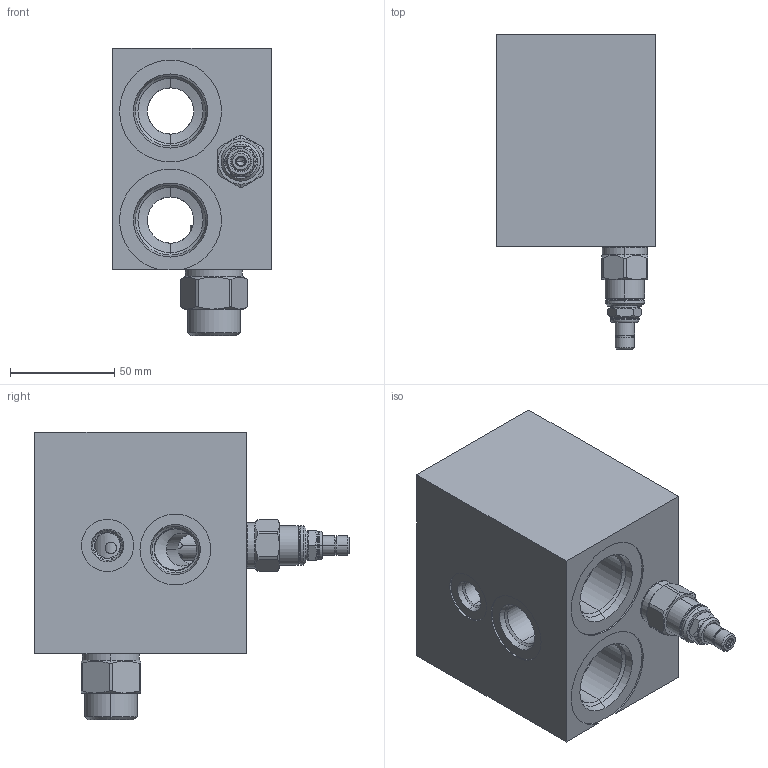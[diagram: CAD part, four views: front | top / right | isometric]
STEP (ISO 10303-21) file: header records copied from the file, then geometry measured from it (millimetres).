
FILE_DESCRIPTION((''),'2;1');
FILE_NAME('XRFCLANAM_ASM','2024-05-07T',('ProEService'),(''),'PRO/ENGINEER BY PARAMETRIC TECHNOLOGY CORPORATION, 2014200','PRO/ENGINEER BY PARAMETRIC TECHNOLOGY CORPORATION, 2014200','');
FILE_SCHEMA(('CONFIG_CONTROL_DESIGN'));
Length unit declared in the file: inch
Products named in the file (4): 152-459-001; RPECLAN; DSEHXHN; XRFCLANAM_ASM
Assembly tree (3 placements, depth 2):
  XRFCLANAM_ASM
    152-459-001
    RPECLAN
    DSEHXHN
Bounding box: 76.2 x 150.93 x 138.15 mm (x, y, z)
Volume: 687989.6 mm3; surface area: 112049.7 mm2
Topology: 8 solids, 9 shells, 833 faces, 2205 edges, 1596 vertices
Faces by surface type: cylinder 362, cone 171, plane 143, torus 138, revolution 14, sphere 5
Entity records: 29634 total; most frequent: CARTESIAN_POINT 8763, DIRECTION 4657, ORIENTED_EDGE 3768, EDGE_CURVE 1884, AXIS2_PLACEMENT_3D 1874, VERTEX_POINT 1157, CIRCLE 1039, EDGE_LOOP 991
